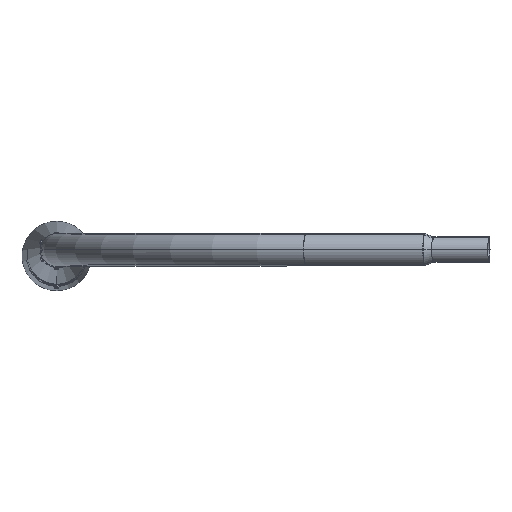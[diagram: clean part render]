
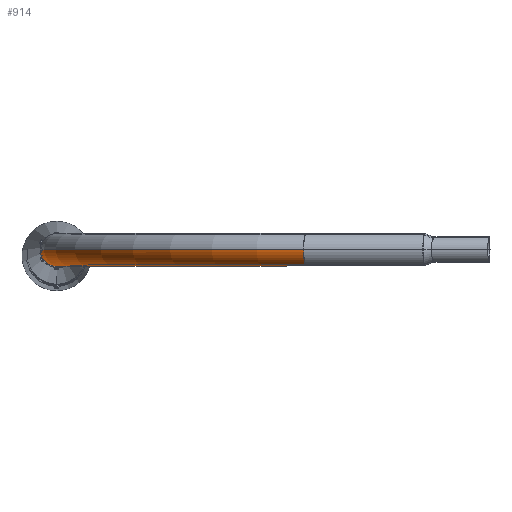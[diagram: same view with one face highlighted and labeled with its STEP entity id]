
A CAD part, top view. The second image highlights one B-rep face of the part: STEP entity #914.
In plain terms, the highlighted toroidal (fillet/blend) face has major radius 630 mm and minor radius 38.05 mm.
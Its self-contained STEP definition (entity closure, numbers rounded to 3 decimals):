
#334 = EDGE_LOOP ( 'NONE', ( #7414, #6908, #3990, #868 ) ) ;
#722 = DIRECTION ( 'NONE',  ( 0., 0., -1. ) ) ;
#849 = DIRECTION ( 'NONE',  ( -1., 0., 0. ) ) ;
#868 = ORIENTED_EDGE ( 'NONE', *, *, #8145, .F. ) ;
#914 = ADVANCED_FACE ( 'NONE', ( #1637 ), #4300, .T. ) ;
#1113 = CIRCLE ( 'NONE', #4773, 38.05 ) ;
#1242 = CIRCLE ( 'NONE', #4048, 591.95 ) ;
#1637 = FACE_OUTER_BOUND ( 'NONE', #334, .T. ) ;
#1659 = VERTEX_POINT ( 'NONE', #4446 ) ;
#2434 = CARTESIAN_POINT ( 'NONE',  ( 578.408, 1424.956, 0. ) ) ;
#2711 = AXIS2_PLACEMENT_3D ( 'NONE', #7786, #6426, #8487 ) ;
#3655 = CARTESIAN_POINT ( 'NONE',  ( 630., 835.259, 0. ) ) ;
#3820 = DIRECTION ( 'NONE',  ( 0., 1., 0. ) ) ;
#3990 = ORIENTED_EDGE ( 'NONE', *, *, #7378, .T. ) ;
#4048 = AXIS2_PLACEMENT_3D ( 'NONE', #3655, #722, #5589 ) ;
#4300 = TOROIDAL_SURFACE ( 'NONE', #5352, 630., 38.05 ) ;
#4446 = CARTESIAN_POINT ( 'NONE',  ( 38.05, 835.259, 0. ) ) ;
#4482 = CARTESIAN_POINT ( 'NONE',  ( 630., 835.259, 0. ) ) ;
#4623 = CIRCLE ( 'NONE', #2711, 668.05 ) ;
#4663 = DIRECTION ( 'NONE',  ( -0.087, 0.996, 0. ) ) ;
#4773 = AXIS2_PLACEMENT_3D ( 'NONE', #8835, #3820, #5244 ) ;
#5244 = DIRECTION ( 'NONE',  ( -1., 0., 0. ) ) ;
#5352 = AXIS2_PLACEMENT_3D ( 'NONE', #4482, #7887, #849 ) ;
#5589 = DIRECTION ( 'NONE',  ( -1., 0., 0. ) ) ;
#5754 = CARTESIAN_POINT ( 'NONE',  ( 571.776, 1500.766, 0. ) ) ;
#6241 = CIRCLE ( 'NONE', #8885, 38.05 ) ;
#6426 = DIRECTION ( 'NONE',  ( 0., 0., -1. ) ) ;
#6599 = VERTEX_POINT ( 'NONE', #5754 ) ;
#6848 = EDGE_CURVE ( 'NONE', #7413, #1659, #1113, .T. ) ;
#6908 = ORIENTED_EDGE ( 'NONE', *, *, #6848, .T. ) ;
#7336 = DIRECTION ( 'NONE',  ( 0.996, 0.087, 0. ) ) ;
#7378 = EDGE_CURVE ( 'NONE', #1659, #8757, #1242, .T. ) ;
#7413 = VERTEX_POINT ( 'NONE', #7748 ) ;
#7414 = ORIENTED_EDGE ( 'NONE', *, *, #8087, .F. ) ;
#7748 = CARTESIAN_POINT ( 'NONE',  ( -38.05, 835.259, 0. ) ) ;
#7786 = CARTESIAN_POINT ( 'NONE',  ( 630., 835.259, 0. ) ) ;
#7887 = DIRECTION ( 'NONE',  ( 0., 0., -1. ) ) ;
#8087 = EDGE_CURVE ( 'NONE', #7413, #6599, #4623, .T. ) ;
#8145 = EDGE_CURVE ( 'NONE', #6599, #8757, #6241, .T. ) ;
#8208 = CARTESIAN_POINT ( 'NONE',  ( 575.092, 1462.861, 0. ) ) ;
#8487 = DIRECTION ( 'NONE',  ( -1., 0., 0. ) ) ;
#8757 = VERTEX_POINT ( 'NONE', #2434 ) ;
#8835 = CARTESIAN_POINT ( 'NONE',  ( 0., 835.259, 0. ) ) ;
#8885 = AXIS2_PLACEMENT_3D ( 'NONE', #8208, #7336, #4663 ) ;
